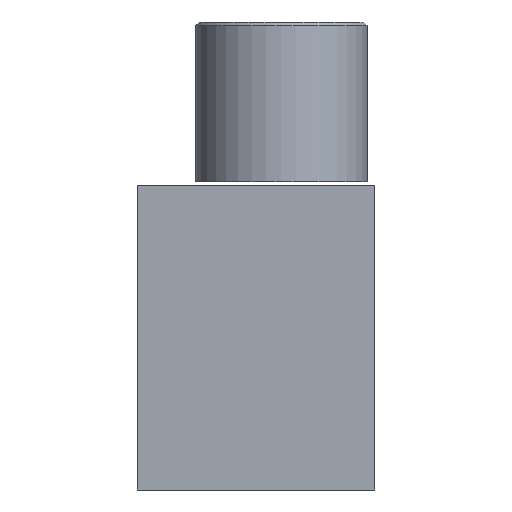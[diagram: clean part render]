
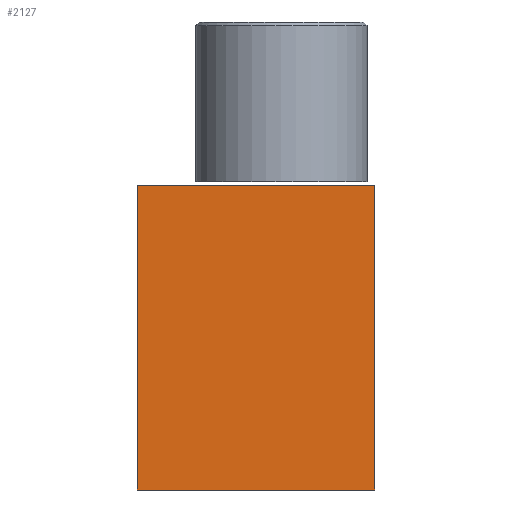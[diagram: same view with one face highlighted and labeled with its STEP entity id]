
A CAD part, left-side view. The second image highlights one B-rep face of the part: STEP entity #2127.
In plain terms, the highlighted planar face has unit normal (-1, 0, 0).
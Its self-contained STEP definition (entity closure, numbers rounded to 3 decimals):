
#716 = ORIENTED_EDGE ( 'NONE', *, *, #3547, .F. ) ;
#719 = ORIENTED_EDGE ( 'NONE', *, *, #2010, .T. ) ;
#845 = ORIENTED_EDGE ( 'NONE', *, *, #3299, .T. ) ;
#904 = VERTEX_POINT ( 'NONE', #1423 ) ;
#1170 = VERTEX_POINT ( 'NONE', #2139 ) ;
#1192 = VERTEX_POINT ( 'NONE', #2145 ) ;
#1287 = EDGE_LOOP ( 'NONE', ( #719, #716, #1312, #845 ) ) ;
#1312 = ORIENTED_EDGE ( 'NONE', *, *, #2964, .F. ) ;
#1366 = VERTEX_POINT ( 'NONE', #2177 ) ;
#1423 = CARTESIAN_POINT ( 'NONE',  ( -17.243, 0.391, -30. ) ) ;
#1563 = CARTESIAN_POINT ( 'NONE',  ( -17.243, 30.891, 9. ) ) ;
#1564 = DIRECTION ( 'NONE',  ( 0., 0., -1. ) ) ;
#1600 = CARTESIAN_POINT ( 'NONE',  ( -17.243, 0.391, 9. ) ) ;
#1602 = DIRECTION ( 'NONE',  ( 0., 0., -1. ) ) ;
#2010 = EDGE_CURVE ( 'NONE', #1192, #904, #4212, .T. ) ;
#2127 = ADVANCED_FACE ( 'NONE', ( #2545 ), #3755, .F. ) ;
#2139 = CARTESIAN_POINT ( 'NONE',  ( -17.243, 0.391, 9. ) ) ;
#2145 = CARTESIAN_POINT ( 'NONE',  ( -17.243, 30.891, -30. ) ) ;
#2177 = CARTESIAN_POINT ( 'NONE',  ( -17.243, 30.891, 9. ) ) ;
#2309 = VECTOR ( 'NONE', #4463, 1000. ) ;
#2317 = VECTOR ( 'NONE', #1564, 1000. ) ;
#2355 = LINE ( 'NONE', #1563, #2317 ) ;
#2425 = LINE ( 'NONE', #1600, #2546 ) ;
#2545 = FACE_OUTER_BOUND ( 'NONE', #1287, .T. ) ;
#2546 = VECTOR ( 'NONE', #1602, 1000. ) ;
#2599 = LINE ( 'NONE', #4438, #2309 ) ;
#2964 = EDGE_CURVE ( 'NONE', #1366, #1170, #2599, .T. ) ;
#3214 = AXIS2_PLACEMENT_3D ( 'NONE', #3763, #3764, #3765 ) ;
#3299 = EDGE_CURVE ( 'NONE', #1366, #1192, #2355, .T. ) ;
#3547 = EDGE_CURVE ( 'NONE', #1170, #904, #2425, .T. ) ;
#3755 = PLANE ( 'NONE',  #3214 ) ;
#3763 = CARTESIAN_POINT ( 'NONE',  ( -17.243, 0.391, 9. ) ) ;
#3764 = DIRECTION ( 'NONE',  ( 1., 0., 0. ) ) ;
#3765 = DIRECTION ( 'NONE',  ( 0., 0., -1. ) ) ;
#4127 = VECTOR ( 'NONE', #4541, 1000. ) ;
#4212 = LINE ( 'NONE', #4540, #4127 ) ;
#4438 = CARTESIAN_POINT ( 'NONE',  ( -17.243, 0.391, 9. ) ) ;
#4463 = DIRECTION ( 'NONE',  ( 0., -1., 0. ) ) ;
#4540 = CARTESIAN_POINT ( 'NONE',  ( -17.243, 0.391, -30. ) ) ;
#4541 = DIRECTION ( 'NONE',  ( 0., -1., 0. ) ) ;
